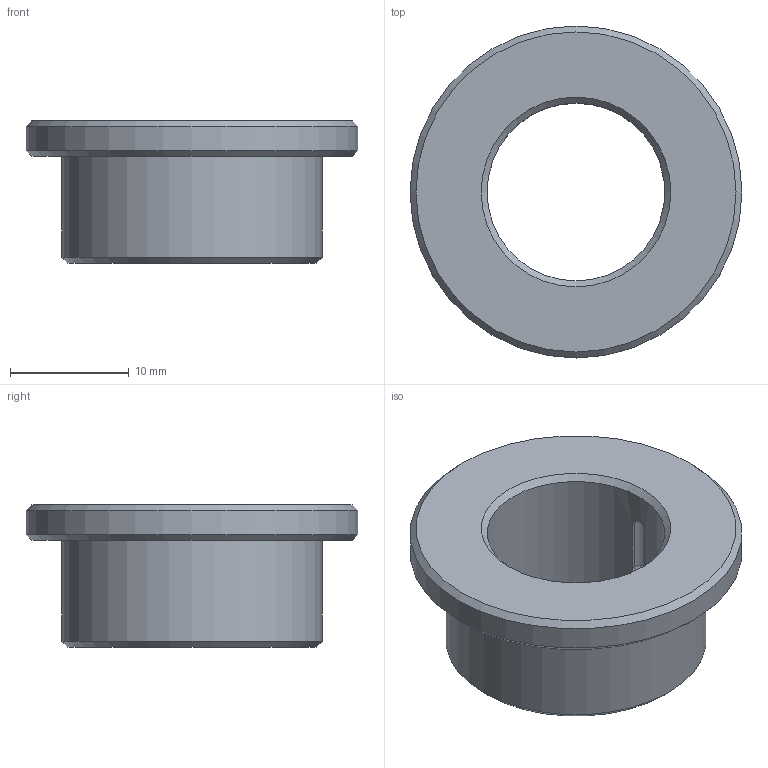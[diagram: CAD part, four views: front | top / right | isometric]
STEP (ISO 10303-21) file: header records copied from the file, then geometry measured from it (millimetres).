
FILE_DESCRIPTION(('STEP AP203'),'1');
FILE_NAME('590-LMF1512.stp','2018-04-20T09:52:16',(' '),(' '),'Spatial InterOp 3D',' ',' ');
FILE_SCHEMA(('CONFIG_CONTROL_DESIGN'));
Length unit declared in the file: metre
Products named in the file (2): 590-LMF015x12
Assembly tree (1 placements, depth 2):
  (unnamed)
    590-LMF015x12
Bounding box: 28 x 28 x 12 mm (x, y, z)
Volume: 3098.5 mm3; surface area: 2239.3 mm2
Topology: 1 solids, 1 shells, 18 faces, 37 edges, 21 vertices
Faces by surface type: cylinder 6, plane 5, cone 5, sphere 2
Full cylindrical faces by diameter (mm): 15 x1, 22 x1, 28 x1
Entity records: 526 total; most frequent: CARTESIAN_POINT 90, DIRECTION 78, ORIENTED_EDGE 50, AXIS2_PLACEMENT_3D 35, EDGE_LOOP 30, EDGE_CURVE 25, FACE_OUTER_BOUND 21, VERTEX_POINT 19
